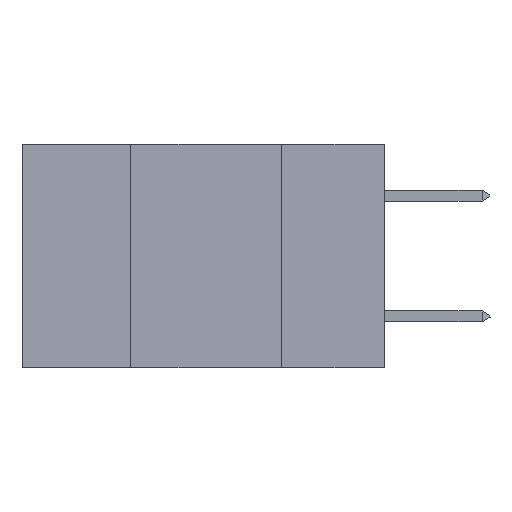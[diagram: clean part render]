
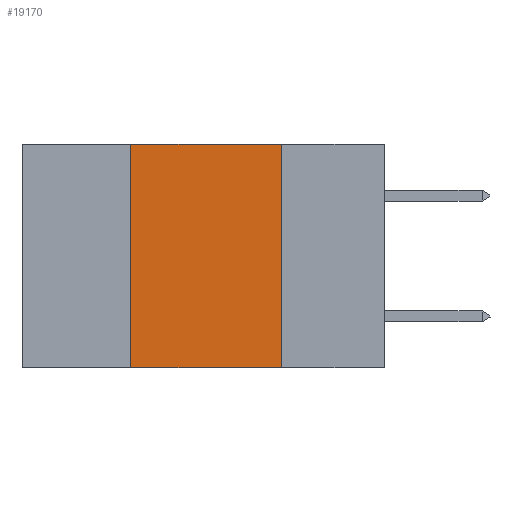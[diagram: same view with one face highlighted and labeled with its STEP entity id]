
A CAD part, left-side view. The second image highlights one B-rep face of the part: STEP entity #19170.
In plain terms, the highlighted planar face has unit normal (-1, 0, 0).
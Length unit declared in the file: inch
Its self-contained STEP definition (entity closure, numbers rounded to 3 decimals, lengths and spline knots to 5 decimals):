
#484 = EDGE_CURVE ( 'NONE', #1640, #887, #5371, .T. ) ;
#887 = VERTEX_POINT ( 'NONE', #9347 ) ;
#1019 = LINE ( 'NONE', #4611, #4876 ) ;
#1602 = CARTESIAN_POINT ( 'NONE',  ( 0., 0.42, -0.37 ) ) ;
#1640 = VERTEX_POINT ( 'NONE', #10459 ) ;
#2004 = CARTESIAN_POINT ( 'NONE',  ( 0., 0.6, 0. ) ) ;
#2501 = LINE ( 'NONE', #11215, #13828 ) ;
#2997 = VECTOR ( 'NONE', #8485, 39.37008 ) ;
#3113 = DIRECTION ( 'NONE',  ( 1., 0., 0. ) ) ;
#4611 = CARTESIAN_POINT ( 'NONE',  ( 0., 0.6, -0.37 ) ) ;
#4851 = ORIENTED_EDGE ( 'NONE', *, *, #7293, .F. ) ;
#4876 = VECTOR ( 'NONE', #15736, 39.37008 ) ;
#5371 = LINE ( 'NONE', #14630, #9656 ) ;
#6320 = CARTESIAN_POINT ( 'NONE',  ( 0., 0.6, 0. ) ) ;
#6464 = VERTEX_POINT ( 'NONE', #7310 ) ;
#6806 = VERTEX_POINT ( 'NONE', #1602 ) ;
#7293 = EDGE_CURVE ( 'NONE', #6806, #6464, #2501, .T. ) ;
#7310 = CARTESIAN_POINT ( 'NONE',  ( 0., 0.42, 0. ) ) ;
#8074 = DIRECTION ( 'NONE',  ( 0., 0., 1. ) ) ;
#8485 = DIRECTION ( 'NONE',  ( 0., -1., 0. ) ) ;
#8762 = FACE_OUTER_BOUND ( 'NONE', #14641, .T. ) ;
#9347 = CARTESIAN_POINT ( 'NONE',  ( 0., 0.17, -0.37 ) ) ;
#9556 = PLANE ( 'NONE',  #11162 ) ;
#9656 = VECTOR ( 'NONE', #14792, 39.37008 ) ;
#9865 = ORIENTED_EDGE ( 'NONE', *, *, #484, .F. ) ;
#10459 = CARTESIAN_POINT ( 'NONE',  ( 0., 0.17, 0. ) ) ;
#11162 = AXIS2_PLACEMENT_3D ( 'NONE', #6320, #3113, #14319 ) ;
#11215 = CARTESIAN_POINT ( 'NONE',  ( 0., 0.42, 0. ) ) ;
#13828 = VECTOR ( 'NONE', #8074, 39.37008 ) ;
#14319 = DIRECTION ( 'NONE',  ( 0., 0., -1. ) ) ;
#14630 = CARTESIAN_POINT ( 'NONE',  ( 0., 0.17, 0. ) ) ;
#14641 = EDGE_LOOP ( 'NONE', ( #9865, #19245, #4851, #17520 ) ) ;
#14792 = DIRECTION ( 'NONE',  ( 0., 0., -1. ) ) ;
#15145 = EDGE_CURVE ( 'NONE', #6806, #887, #1019, .T. ) ;
#15259 = LINE ( 'NONE', #2004, #2997 ) ;
#15736 = DIRECTION ( 'NONE',  ( 0., -1., 0. ) ) ;
#17494 = EDGE_CURVE ( 'NONE', #6464, #1640, #15259, .T. ) ;
#17520 = ORIENTED_EDGE ( 'NONE', *, *, #15145, .T. ) ;
#19170 = ADVANCED_FACE ( 'NONE', ( #8762 ), #9556, .F. ) ;
#19245 = ORIENTED_EDGE ( 'NONE', *, *, #17494, .F. ) ;
